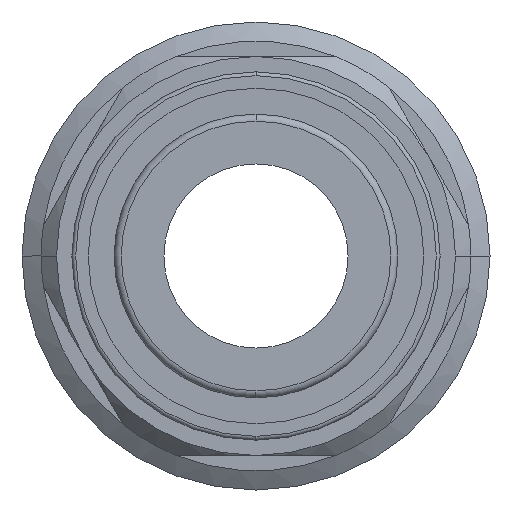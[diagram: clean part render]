
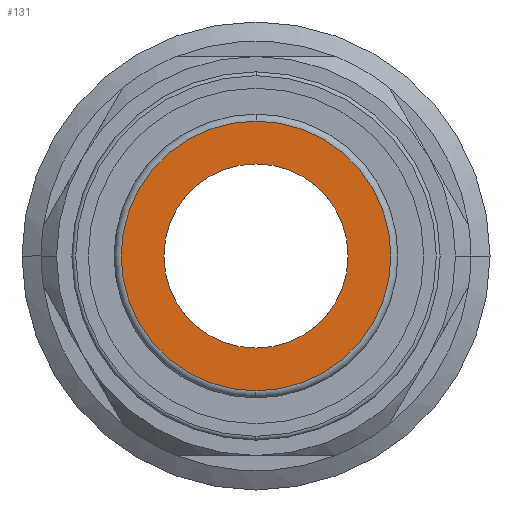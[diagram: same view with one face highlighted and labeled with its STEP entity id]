
A CAD part, left-side view. The second image highlights one B-rep face of the part: STEP entity #131.
In plain terms, the highlighted planar face has unit normal (-1, 0, 0).
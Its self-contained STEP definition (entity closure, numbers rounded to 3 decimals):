
#131=ADVANCED_FACE('',(#320,#321),#322,.T.);
#320=FACE_BOUND('',#570,.T.);
#321=FACE_OUTER_BOUND('',#571,.T.);
#322=PLANE('',#572);
#570=EDGE_LOOP('',(#1176,#1177));
#571=EDGE_LOOP('',(#1178,#1179,#1180));
#572=AXIS2_PLACEMENT_3D('',#1181,#1182,#1183);
#1176=ORIENTED_EDGE('',*,*,#1704,.T.);
#1177=ORIENTED_EDGE('',*,*,#1612,.T.);
#1178=ORIENTED_EDGE('',*,*,#1718,.T.);
#1179=ORIENTED_EDGE('',*,*,#1581,.T.);
#1180=ORIENTED_EDGE('',*,*,#1719,.T.);
#1181=CARTESIAN_POINT('',(-46.97,4.394,0.));
#1182=DIRECTION('',(-1.0,0.,0.));
#1183=DIRECTION('',(0.,1.0,0.));
#1581=EDGE_CURVE('',#1886,#1892,#1894,.T.);
#1612=EDGE_CURVE('',#1946,#1950,#1952,.T.);
#1704=EDGE_CURVE('',#1950,#1946,#2095,.T.);
#1718=EDGE_CURVE('',#2110,#1886,#2111,.T.);
#1719=EDGE_CURVE('',#1892,#2110,#2112,.T.);
#1886=VERTEX_POINT('',#2312);
#1892=VERTEX_POINT('',#2318);
#1894=CIRCLE('',#2320,8.788);
#1946=VERTEX_POINT('',#2384);
#1950=VERTEX_POINT('',#2389);
#1952=CIRCLE('',#2392,6.0);
#2095=CIRCLE('',#2697,6.0);
#2110=VERTEX_POINT('',#2712);
#2111=CIRCLE('',#2713,8.788);
#2112=CIRCLE('',#2714,8.788);
#2312=CARTESIAN_POINT('',(-46.97,0.,-8.788));
#2318=CARTESIAN_POINT('',(-46.97,0.,8.787));
#2320=AXIS2_PLACEMENT_3D('',#3093,#3094,#3095);
#2384=CARTESIAN_POINT('',(-46.97,0.,-6.));
#2389=CARTESIAN_POINT('',(-46.97,0.,6.));
#2392=AXIS2_PLACEMENT_3D('',#3158,#3159,#3160);
#2697=AXIS2_PLACEMENT_3D('',#3338,#3339,#3340);
#2712=CARTESIAN_POINT('',(-46.97,8.788,0.));
#2713=AXIS2_PLACEMENT_3D('',#3380,#3381,#3382);
#2714=AXIS2_PLACEMENT_3D('',#3383,#3384,#3385);
#3093=CARTESIAN_POINT('',(-46.97,0.,0.));
#3094=DIRECTION('',(-1.0,0.,0.));
#3095=DIRECTION('',(0.,1.0,0.));
#3158=CARTESIAN_POINT('',(-46.97,0.0,0.));
#3159=DIRECTION('',(1.0,0.,0.));
#3160=DIRECTION('',(0.,0.0,-1.0));
#3338=CARTESIAN_POINT('',(-46.97,0.0,0.));
#3339=DIRECTION('',(1.0,0.,0.));
#3340=DIRECTION('',(0.,0.0,-1.0));
#3380=CARTESIAN_POINT('',(-46.97,0.,0.));
#3381=DIRECTION('',(-1.0,0.,0.));
#3382=DIRECTION('',(0.,1.0,0.));
#3383=CARTESIAN_POINT('',(-46.97,0.,0.));
#3384=DIRECTION('',(-1.0,0.,0.));
#3385=DIRECTION('',(0.,1.0,0.));
